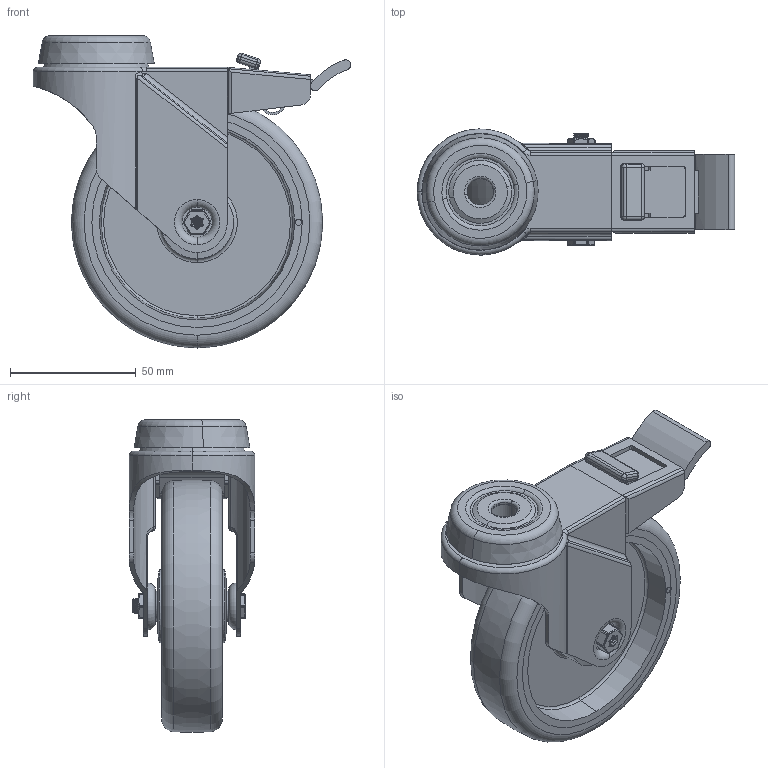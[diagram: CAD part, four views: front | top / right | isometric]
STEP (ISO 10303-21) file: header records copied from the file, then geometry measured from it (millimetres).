
FILE_DESCRIPTION(('STEP AP203'),'1');
FILE_NAME('BZRA100GRECBJBH10SWB.STEP','2023-06-12T12:11:26',(' '),(' '),'Spatial InterOp 3D',' ',' ');
FILE_SCHEMA(('CONFIG_CONTROL_DESIGN'));
Length unit declared in the file: metre
Products named in the file (26): BZRA100ASBH10SWB; ZINC PLATED PRESSED STEEL HEAD; ZINC PLATED PRESSED STEEL FORKS; ZINC PLATED PRESSED STEEL BRAKE; NYLON BRAKE PEDAL; BRAKE PAD; BZRA100GRECBJBH10SWB; BZL100WGRECBJM8; 85 SHORE A ELECTRICALLY CONDUCTIVE RUBBER TYRE; NYLON RIM; NYLON RIM Geometry; SPOT; BEARING608-ZB; METAL; INSIDE; OUTTER; Pattern; Component4; TUBEM8X30; ZINC PLATED AXLE TUBE; BOLTBZRA6MM; ZINC PLATED AXLE BOLT; NM6GR8HALFGR8; ZINC PLATED LOCKING NUT
Assembly tree (41 placements, depth 5):
  BZRA100GRECBJBH10SWB
    BZRA100ASBH10SWB
      ZINC PLATED PRESSED STEEL HEAD
      ZINC PLATED PRESSED STEEL FORKS
      ZINC PLATED PRESSED STEEL BRAKE
      NYLON BRAKE PEDAL
      BRAKE PAD
    BZL100WGRECBJM8
      85 SHORE A ELECTRICALLY CONDUCTIVE RUBBER TYRE
      NYLON RIM
        NYLON RIM Geometry
        SPOT
      BEARING608-ZB
        METAL
        INSIDE
        OUTTER
        Pattern
          Component4  x7
      BEARING608-ZB
        METAL
        INSIDE
        OUTTER
        Pattern
          Component4  x7
    TUBEM8X30
      ZINC PLATED AXLE TUBE
    BOLTBZRA6MM
      ZINC PLATED AXLE BOLT
    NM6GR8HALFGR8
      ZINC PLATED LOCKING NUT
Bounding box: 126 x 50 x 123.98 mm (x, y, z)
Volume: 145973.9 mm3; surface area: 93101.9 mm2
Topology: 33 solids, 33 shells, 769 faces, 1913 edges, 1157 vertices
Faces by surface type: cylinder 302, plane 219, torus 126, sphere 46, cone 40, bspline 36
Entity records: 39811 total; most frequent: CARTESIAN_POINT 21657, DIRECTION 3769, ORIENTED_EDGE 3422, EDGE_CURVE 1711, AXIS2_PLACEMENT_3D 1523, VERTEX_POINT 1071, CIRCLE 770, EDGE_LOOP 738
